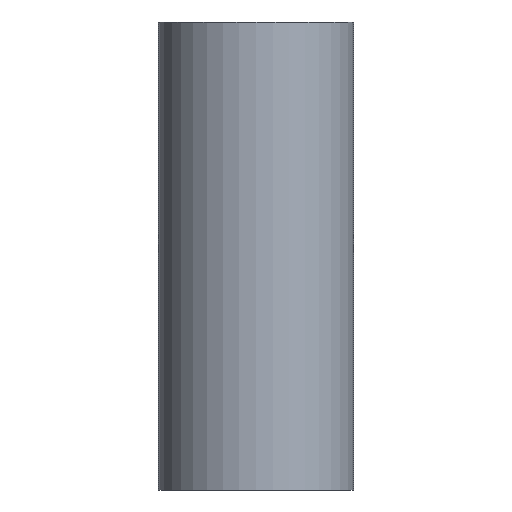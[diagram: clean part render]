
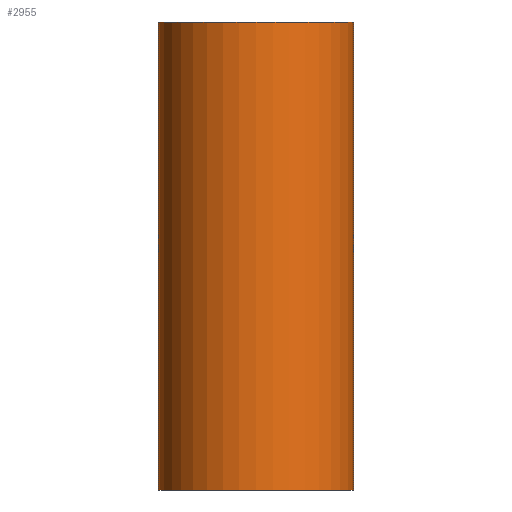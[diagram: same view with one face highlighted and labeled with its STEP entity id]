
A CAD part, left-side view. The second image highlights one B-rep face of the part: STEP entity #2955.
In plain terms, the highlighted cylindrical face has radius 11.25 mm (diameter 22.5 mm), a full revolution.
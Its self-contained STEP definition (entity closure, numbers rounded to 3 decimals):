
#168 = CIRCLE ( 'NONE', #317, 11.25 ) ;
#317 = AXIS2_PLACEMENT_3D ( 'NONE', #3115, #1464, #3354 ) ;
#480 = EDGE_CURVE ( 'NONE', #1841, #1841, #168, .T. ) ;
#601 = CARTESIAN_POINT ( 'NONE',  ( 0., 0., 229.444 ) ) ;
#841 = EDGE_LOOP ( 'NONE', ( #2868 ) ) ;
#1083 = AXIS2_PLACEMENT_3D ( 'NONE', #601, #2309, #2896 ) ;
#1198 = CARTESIAN_POINT ( 'NONE',  ( 11.25, 0., -27. ) ) ;
#1216 = DIRECTION ( 'NONE',  ( 0., 0., 1. ) ) ;
#1235 = EDGE_LOOP ( 'NONE', ( #1713 ) ) ;
#1464 = DIRECTION ( 'NONE',  ( 0., 0., 1. ) ) ;
#1669 = VERTEX_POINT ( 'NONE', #2642 ) ;
#1713 = ORIENTED_EDGE ( 'NONE', *, *, #480, .T. ) ;
#1841 = VERTEX_POINT ( 'NONE', #1198 ) ;
#2309 = DIRECTION ( 'NONE',  ( 0., 0., 1. ) ) ;
#2391 = CIRCLE ( 'NONE', #3396, 11.25 ) ;
#2423 = CYLINDRICAL_SURFACE ( 'NONE', #1083, 11.25 ) ;
#2536 = FACE_OUTER_BOUND ( 'NONE', #841, .T. ) ;
#2571 = FACE_OUTER_BOUND ( 'NONE', #1235, .T. ) ;
#2642 = CARTESIAN_POINT ( 'NONE',  ( 11.25, 0., 27. ) ) ;
#2868 = ORIENTED_EDGE ( 'NONE', *, *, #2994, .F. ) ;
#2896 = DIRECTION ( 'NONE',  ( 1., 0., 0. ) ) ;
#2909 = CARTESIAN_POINT ( 'NONE',  ( 0., 0., 27. ) ) ;
#2955 = ADVANCED_FACE ( 'NONE', ( #2536, #2571 ), #2423, .T. ) ;
#2994 = EDGE_CURVE ( 'NONE', #1669, #1669, #2391, .T. ) ;
#3115 = CARTESIAN_POINT ( 'NONE',  ( 0., 0., -27. ) ) ;
#3169 = DIRECTION ( 'NONE',  ( 1., 0., 0. ) ) ;
#3354 = DIRECTION ( 'NONE',  ( 1., 0., 0. ) ) ;
#3396 = AXIS2_PLACEMENT_3D ( 'NONE', #2909, #1216, #3169 ) ;
